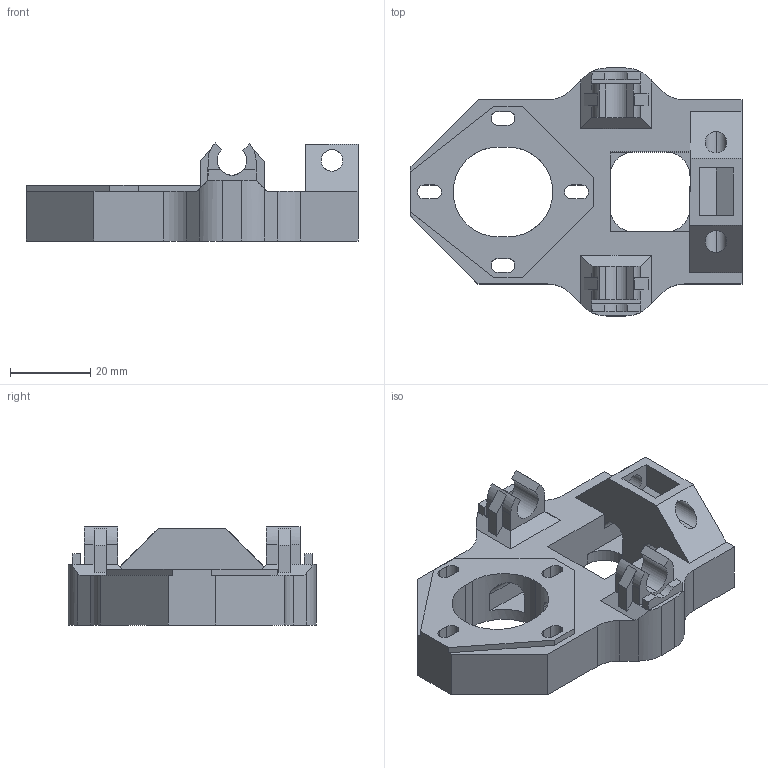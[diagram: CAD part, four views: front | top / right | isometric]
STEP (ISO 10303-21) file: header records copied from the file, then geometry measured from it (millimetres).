
FILE_DESCRIPTION (( 'STEP AP214' ), '1' );
FILE_NAME ('x-motor-bracket.STEP', '2011-09-21T21:07:02', ( 'Owner' ), ( '22ndstreetcomputers.com' ), 'SwSTEP 2.0', 'SolidWorks 2010', '' );
FILE_SCHEMA (( 'AUTOMOTIVE_DESIGN' ));
Length unit declared in the file: millimetre
Products named in the file (1): x-motor-bracket
Bounding box: 83 x 62 x 24.51 mm (x, y, z)
Volume: 37331.8 mm3; surface area: 17473.7 mm2
Topology: 1 solids, 1 shells, 163 faces, 470 edges, 308 vertices
Faces by surface type: plane 112, cylinder 51
Entity records: 5470 total; most frequent: CARTESIAN_POINT 1036, ORIENTED_EDGE 940, DIRECTION 894, EDGE_CURVE 470, VECTOR 354, LINE 354, VERTEX_POINT 308, AXIS2_PLACEMENT_3D 270
